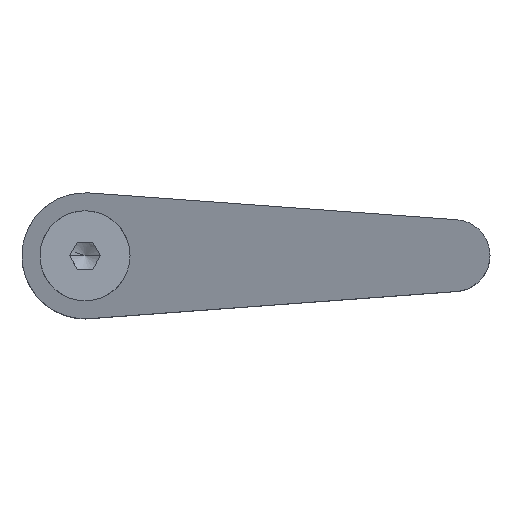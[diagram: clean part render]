
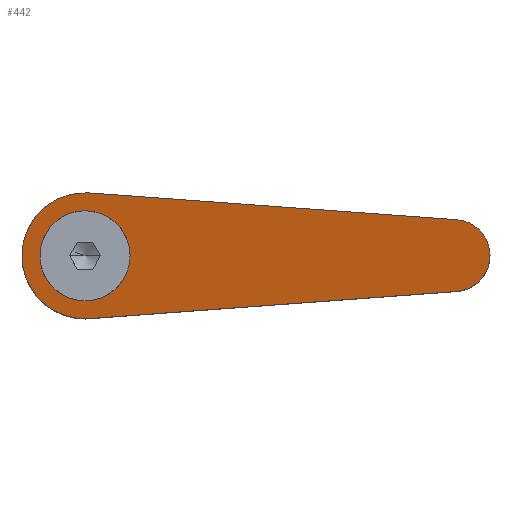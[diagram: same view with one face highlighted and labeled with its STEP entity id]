
A CAD part, top view. The second image highlights one B-rep face of the part: STEP entity #442.
In plain terms, the highlighted planar face has unit normal (-0.28, 0, 0.96).
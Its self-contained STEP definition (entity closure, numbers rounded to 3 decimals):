
#200=VERTEX_POINT('',#542);
#204=EDGE_CURVE('',#392,#208,#547,.T.);
#206=EDGE_CURVE('',#200,#504,#549,.T.);
#208=VERTEX_POINT('',#551);
#240=VERTEX_POINT('',#585);
#344=EDGE_CURVE('',#208,#452,#700,.T.);
#354=EDGE_CURVE('',#430,#200,#710,.T.);
#392=VERTEX_POINT('',#751);
#406=EDGE_CURVE('',#504,#448,#765,.T.);
#430=VERTEX_POINT('',#795);
#432=EDGE_CURVE('',#240,#430,#797,.T.);
#442=ADVANCED_FACE('',(#808,#809),#810,.F.);
#446=EDGE_CURVE('',#448,#240,#814,.T.);
#448=VERTEX_POINT('',#816);
#452=VERTEX_POINT('',#821);
#454=EDGE_CURVE('',#452,#392,#823,.T.);
#504=VERTEX_POINT('',#879);
#542=CARTESIAN_POINT('',(0.512,-6.981,22.694));
#547=ELLIPSE('',#930,5.209,5.0);
#549=LINE('',#933,#934);
#551=CARTESIAN_POINT('',(0.,-5.0,22.545));
#585=CARTESIAN_POINT('',(0.512,6.981,22.694));
#700=ELLIPSE('',#1196,5.209,5.0);
#710=ELLIPSE('',#1211,7.293,7.0);
#751=CARTESIAN_POINT('',(-1.548,-4.754,22.092));
#765=ELLIPSE('',#1284,4.167,4.);
#795=CARTESIAN_POINT('',(-7.,0.,20.5));
#797=ELLIPSE('',#1325,7.293,7.0);
#808=FACE_OUTER_BOUND('',#1338,.T.);
#809=FACE_BOUND('',#1339,.T.);
#810=PLANE('',#1340);
#814=LINE('',#1347,#1348);
#816=CARTESIAN_POINT('',(41.293,3.989,34.606));
#821=CARTESIAN_POINT('',(0.,5.0,22.545));
#823=ELLIPSE('',#1358,5.209,5.0);
#879=CARTESIAN_POINT('',(41.293,-3.989,34.606));
#930=AXIS2_PLACEMENT_3D('',#1479,#1480,#1481);
#933=CARTESIAN_POINT('',(44.068,-3.786,35.417));
#934=VECTOR('',#1482,1.0);
#1196=AXIS2_PLACEMENT_3D('',#1611,#1612,#1613);
#1211=AXIS2_PLACEMENT_3D('',#1616,#1617,#1618);
#1284=AXIS2_PLACEMENT_3D('',#1679,#1680,#1681);
#1325=AXIS2_PLACEMENT_3D('',#1738,#1739,#1740);
#1338=EDGE_LOOP('',(#1751,#1752,#1753,#1754,#1755));
#1339=EDGE_LOOP('',(#1756,#1757,#1758));
#1340=AXIS2_PLACEMENT_3D('',#1759,#1760,#1761);
#1347=CARTESIAN_POINT('',(25.273,5.165,29.927));
#1348=VECTOR('',#1763,1.0);
#1358=AXIS2_PLACEMENT_3D('',#1772,#1773,#1774);
#1479=CARTESIAN_POINT('',(0.0,0.0,22.545));
#1480=DIRECTION('',(-0.28,0.,0.96));
#1481=DIRECTION('',(-0.96,0.0,-0.28));
#1482=DIRECTION('',(0.958,0.07,0.28));
#1611=CARTESIAN_POINT('',(0.0,0.0,22.545));
#1612=DIRECTION('',(-0.28,0.,0.96));
#1613=DIRECTION('',(-0.96,0.0,-0.28));
#1616=CARTESIAN_POINT('',(0.,0.,22.545));
#1617=DIRECTION('',(-0.28,0.,0.96));
#1618=DIRECTION('',(-0.96,0.,-0.28));
#1679=CARTESIAN_POINT('',(41.0,0.,34.521));
#1680=DIRECTION('',(-0.28,0.,0.96));
#1681=DIRECTION('',(0.96,0.,0.28));
#1738=CARTESIAN_POINT('',(0.,0.,22.545));
#1739=DIRECTION('',(-0.28,0.,0.96));
#1740=DIRECTION('',(-0.96,0.,-0.28));
#1751=ORIENTED_EDGE('',*,*,#432,.T.);
#1752=ORIENTED_EDGE('',*,*,#354,.T.);
#1753=ORIENTED_EDGE('',*,*,#206,.T.);
#1754=ORIENTED_EDGE('',*,*,#406,.T.);
#1755=ORIENTED_EDGE('',*,*,#446,.T.);
#1756=ORIENTED_EDGE('',*,*,#204,.F.);
#1757=ORIENTED_EDGE('',*,*,#454,.F.);
#1758=ORIENTED_EDGE('',*,*,#344,.F.);
#1759=CARTESIAN_POINT('',(19.395,0.,28.21));
#1760=DIRECTION('',(0.28,0.,-0.96));
#1761=DIRECTION('',(0.269,0.96,0.079));
#1763=DIRECTION('',(-0.958,0.07,-0.28));
#1772=CARTESIAN_POINT('',(0.0,0.0,22.545));
#1773=DIRECTION('',(-0.28,0.,0.96));
#1774=DIRECTION('',(-0.96,0.0,-0.28));
